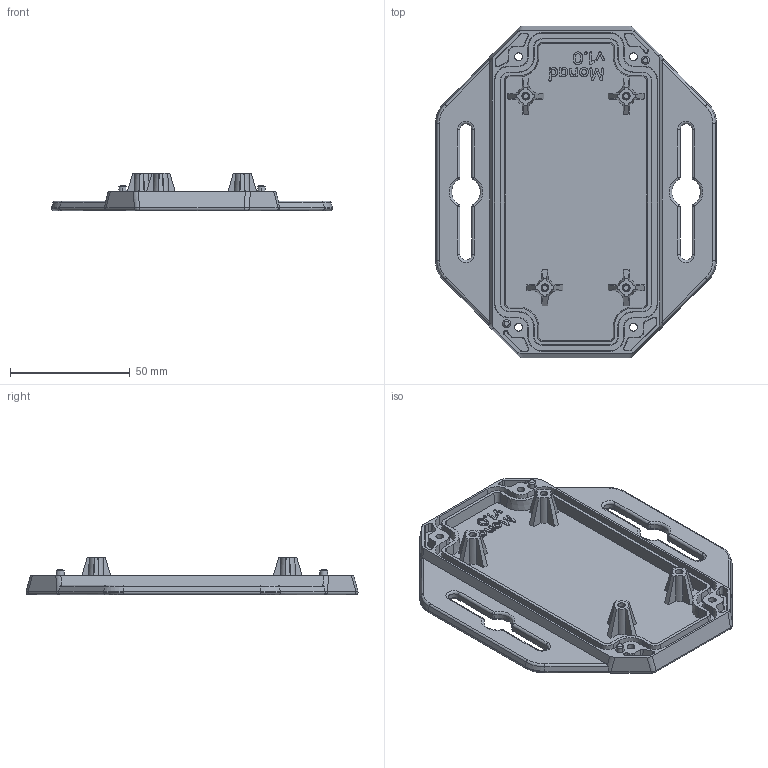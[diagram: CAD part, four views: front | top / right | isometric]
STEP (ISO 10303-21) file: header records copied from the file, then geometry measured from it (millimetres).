
FILE_DESCRIPTION(('STEP AP214'),'1');
FILE_NAME('PL_enclosure-base-v1.0.stp','2021-03-03T14:35:00',(' '),(' '),'Spatial InterOp 3D',' ',' ');
FILE_SCHEMA(('AUTOMOTIVE_DESIGN { 1 0 10303 214 1 1 1 1 }'));
Length unit declared in the file: metre
Products named in the file (2): PL_enclosure-base-v1.0; enclosure-base-v1.0
Assembly tree (1 placements, depth 2):
  PL_enclosure-base-v1.0
    enclosure-base-v1.0
Bounding box: 117.39 x 138.68 x 15.6 mm (x, y, z)
Volume: 53002.4 mm3; surface area: 36986.9 mm2
Topology: 1 solids, 1 shells, 536 faces, 1408 edges, 896 vertices
Faces by surface type: plane 153, extrusion 103, cone 88, cylinder 86, bspline 62, torus 28, sphere 16
Entity records: 22216 total; most frequent: CARTESIAN_POINT 5008, ORIENTED_EDGE 2784, DIRECTION 2434, EDGE_CURVE 1392, VERTEX_POINT 896, VECTOR 828, AXIS2_PLACEMENT_3D 803, LINE 725
